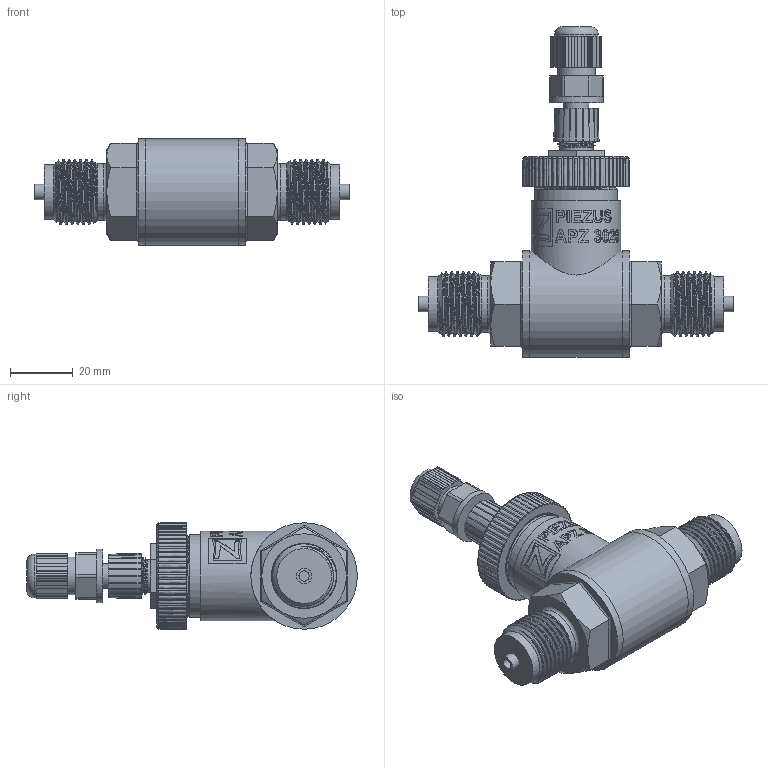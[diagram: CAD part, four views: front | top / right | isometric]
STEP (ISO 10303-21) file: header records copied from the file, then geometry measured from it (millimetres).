
FILE_DESCRIPTION(/* description */ (''),/* implementation_level */ '2;1');
FILE_NAME(/* name */ 'APZ3020_G1''2EN-axial_M12x1-straight.step',/* time_stamp */ '2021-07-28T15:24:07+03:00',/* author */ (''),/* organization */ (''),/* preprocessor_version */ 'ST-DEVELOPER v18.1',/* originating_system */ 'Autodesk Translation Framework v10.9.0.1377',/* authorisation */ '');
FILE_SCHEMA (('AUTOMOTIVE_DESIGN { 1 0 10303 214 3 1 1 }'));
Length unit declared in the file: millimetre
Products named in the file (8): АПЗ 3020 - filled; G1\2 EN; shell; shell2; nut M27x1.5 v8; nut2; M12x1 male v16; M12x1 female straight v9
Assembly tree (7 placements, depth 2):
  АПЗ 3020 - filled
    G1\2 EN
    shell
    shell2
    nut M27x1.5 v8
    nut2
    M12x1 male v16
    M12x1 female straight v9
Bounding box: 100.4 x 105.63 x 34 mm (x, y, z)
Volume: 84086 mm3; surface area: 34069.6 mm2
Topology: 17 solids, 17 shells, 1000 faces, 2744 edges, 1827 vertices
Faces by surface type: bspline 479, plane 276, cylinder 179, cone 58, torus 8
Full cylindrical faces by diameter (mm): 1 x12, 1.5 x4, 3.3 x2, 5 x2, 7.3 x1, 8 x3, 8.2 x1, 10.293 x1, 10.6 x2, 10.741 x6, 11.884 x5, 12 x1, 14 x2, 14.137 x4, 14.526 x3, 15.85 x3, 16.203 x3, 17 x1, 17.5 x2, 18 x2, 18.631 x12, 21.4 x2, 22.3 x1, 23.6 x1, 24 x3, 24.5 x2, 24.6 x4, 25.132 x4, 25.526 x4, 26.5 x5
Entity records: 61651 total; most frequent: CARTESIAN_POINT 39825, ORIENTED_EDGE 5488, DIRECTION 2803, EDGE_CURVE 2744, VERTEX_POINT 1827, B_SPLINE_CURVE_WITH_KNOTS 1279, EDGE_LOOP 1069, LINE 1031
